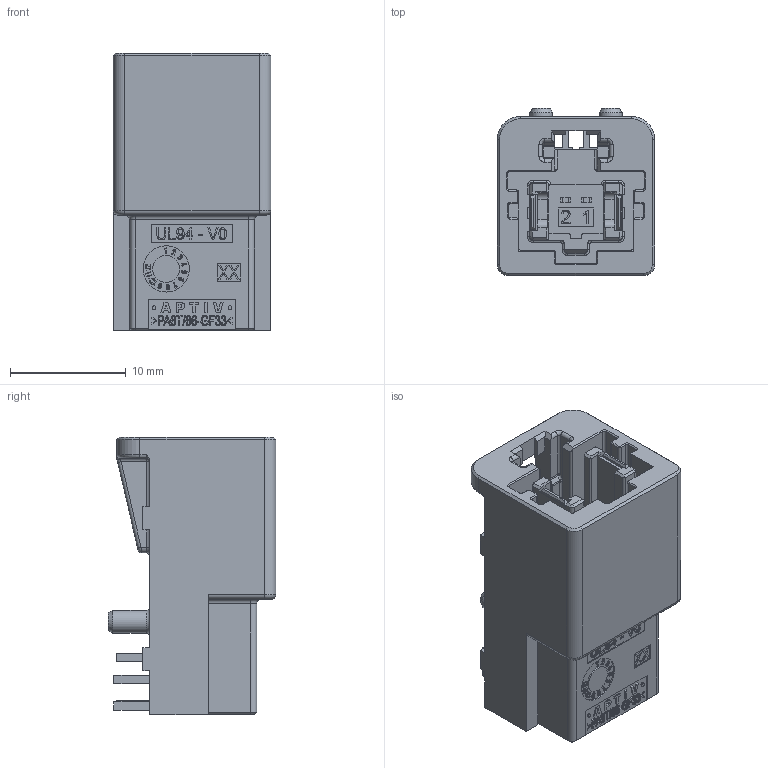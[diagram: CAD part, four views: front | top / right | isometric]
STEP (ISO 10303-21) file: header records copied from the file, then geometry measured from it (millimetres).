
FILE_DESCRIPTION(/* description */ (''),/* implementation_level */ '2;1');
FILE_NAME(/* name */ '35372493 STP CODE A_stp.stp',/* time_stamp */ '2023-06-25T21:26:51+08:00',/* author */ (''),/* organization */ (''),/* preprocessor_version */ 'ST-DEVELOPER v16',/* originating_system */ 'SIEMENS PLM Software NX 11.0',/* authorisation */ '');
FILE_SCHEMA (('AUTOMOTIVE_DESIGN { 1 0 10303 214 3 1 1 1 }'));
Length unit declared in the file: millimetre
Products named in the file (1): 35372493 STP CODE A_stp
Bounding box: 13.6 x 14.5 x 24 mm (x, y, z)
Volume: 2380.6 mm3; surface area: 2746.4 mm2
Topology: 1 solids, 2 shells, 1026 faces, 2661 edges, 1720 vertices
Faces by surface type: plane 664, cylinder 201, extrusion 75, torus 46, cone 30, bspline 8, sphere 2
Full cylindrical faces by diameter (mm): 1.95 x2, 2.333 x1, 4 x1
Entity records: 33803 total; most frequent: CARTESIAN_POINT 7982, ORIENTED_EDGE 5296, DIRECTION 4915, EDGE_CURVE 2648, VECTOR 2039, LINE 1964, VERTEX_POINT 1718, AXIS2_PLACEMENT_3D 1438
